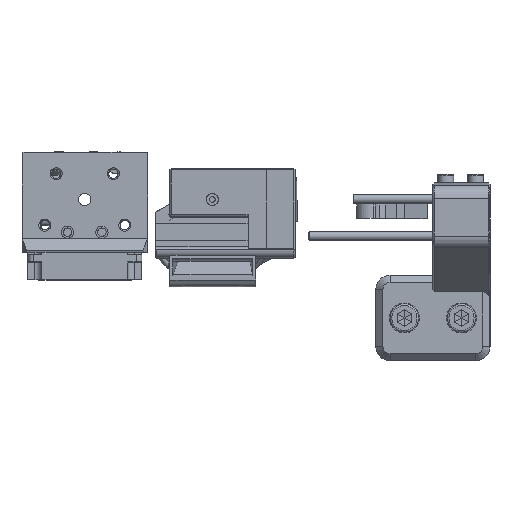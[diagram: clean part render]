
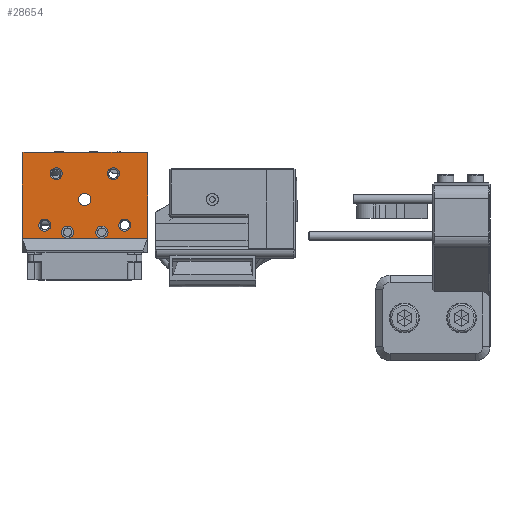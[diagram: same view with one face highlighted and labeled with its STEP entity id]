
A CAD part, top view. The second image highlights one B-rep face of the part: STEP entity #28654.
In plain terms, the highlighted planar face has unit normal (0, 0, 1).
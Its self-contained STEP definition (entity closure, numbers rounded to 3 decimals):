
#982=FACE_BOUND('',#4112,.T.);
#983=FACE_BOUND('',#4113,.T.);
#984=FACE_BOUND('',#4114,.T.);
#985=FACE_BOUND('',#4115,.T.);
#986=FACE_BOUND('',#4116,.T.);
#987=FACE_BOUND('',#4117,.T.);
#988=FACE_BOUND('',#4118,.T.);
#1406=PLANE('',#30700);
#2365=FACE_OUTER_BOUND('',#4111,.T.);
#4111=EDGE_LOOP('',(#20757,#20758,#20759,#20760,#20761,#20762,#20763,#20764,
#20765,#20766,#20767,#20768,#20769,#20770,#20771,#20772));
#4112=EDGE_LOOP('',(#20773));
#4113=EDGE_LOOP('',(#20774));
#4114=EDGE_LOOP('',(#20775));
#4115=EDGE_LOOP('',(#20776));
#4116=EDGE_LOOP('',(#20777));
#4117=EDGE_LOOP('',(#20778));
#4118=EDGE_LOOP('',(#20779));
#6256=LINE('',#43468,#9119);
#6260=LINE('',#43476,#9123);
#6264=LINE('',#43484,#9127);
#6294=LINE('',#43569,#9157);
#6298=LINE('',#43577,#9161);
#6319=LINE('',#43656,#9182);
#6320=LINE('',#43658,#9183);
#6321=LINE('',#43660,#9184);
#6324=LINE('',#43665,#9187);
#6326=LINE('',#43670,#9189);
#6331=LINE('',#43692,#9194);
#6332=LINE('',#43694,#9195);
#6333=LINE('',#43696,#9196);
#6334=LINE('',#43698,#9197);
#6335=LINE('',#43700,#9198);
#6336=LINE('',#43701,#9199);
#9119=VECTOR('',#34392,10.);
#9123=VECTOR('',#34396,10.);
#9127=VECTOR('',#34400,10.);
#9157=VECTOR('',#34486,10.);
#9161=VECTOR('',#34490,10.);
#9182=VECTOR('',#34559,10.);
#9183=VECTOR('',#34562,10.);
#9184=VECTOR('',#34565,10.);
#9187=VECTOR('',#34572,10.);
#9189=VECTOR('',#34576,10.);
#9194=VECTOR('',#34587,10.);
#9195=VECTOR('',#34588,10.);
#9196=VECTOR('',#34589,10.);
#9197=VECTOR('',#34590,10.);
#9198=VECTOR('',#34591,10.);
#9199=VECTOR('',#34592,10.);
#11470=CIRCLE('',#30681,2.15);
#11471=CIRCLE('',#30683,2.15);
#11476=CIRCLE('',#30701,2.125);
#11477=CIRCLE('',#30702,2.125);
#11478=CIRCLE('',#30703,2.175);
#11479=CIRCLE('',#30704,2.125);
#11480=CIRCLE('',#30705,2.125);
#12988=VERTEX_POINT('',#43465);
#12989=VERTEX_POINT('',#43467);
#12992=VERTEX_POINT('',#43473);
#12993=VERTEX_POINT('',#43475);
#12996=VERTEX_POINT('',#43481);
#12997=VERTEX_POINT('',#43483);
#13023=VERTEX_POINT('',#43566);
#13024=VERTEX_POINT('',#43568);
#13027=VERTEX_POINT('',#43574);
#13028=VERTEX_POINT('',#43576);
#13046=VERTEX_POINT('',#43630);
#13047=VERTEX_POINT('',#43634);
#13055=VERTEX_POINT('',#43669);
#13057=VERTEX_POINT('',#43691);
#13058=VERTEX_POINT('',#43693);
#13059=VERTEX_POINT('',#43695);
#13060=VERTEX_POINT('',#43697);
#13061=VERTEX_POINT('',#43699);
#13062=VERTEX_POINT('',#43702);
#13063=VERTEX_POINT('',#43704);
#13064=VERTEX_POINT('',#43706);
#13065=VERTEX_POINT('',#43708);
#13066=VERTEX_POINT('',#43710);
#15823=EDGE_CURVE('',#12988,#12989,#6256,.T.);
#15827=EDGE_CURVE('',#12992,#12993,#6260,.T.);
#15831=EDGE_CURVE('',#12996,#12997,#6264,.T.);
#15878=EDGE_CURVE('',#13023,#13024,#6294,.T.);
#15882=EDGE_CURVE('',#13027,#13028,#6298,.T.);
#15906=EDGE_CURVE('',#13046,#13046,#11470,.T.);
#15908=EDGE_CURVE('',#13047,#13047,#11471,.T.);
#15917=EDGE_CURVE('',#12989,#12992,#6319,.T.);
#15918=EDGE_CURVE('',#13028,#12988,#6320,.T.);
#15919=EDGE_CURVE('',#13024,#13027,#6321,.T.);
#15922=EDGE_CURVE('',#12993,#12996,#6324,.T.);
#15924=EDGE_CURVE('',#12997,#13055,#6326,.T.);
#15931=EDGE_CURVE('',#13055,#13057,#6331,.T.);
#15932=EDGE_CURVE('',#13023,#13058,#6332,.T.);
#15933=EDGE_CURVE('',#13058,#13059,#6333,.F.);
#15934=EDGE_CURVE('',#13059,#13060,#6334,.T.);
#15935=EDGE_CURVE('',#13060,#13061,#6335,.T.);
#15936=EDGE_CURVE('',#13057,#13061,#6336,.T.);
#15937=EDGE_CURVE('',#13062,#13062,#11476,.T.);
#15938=EDGE_CURVE('',#13063,#13063,#11477,.T.);
#15939=EDGE_CURVE('',#13064,#13064,#11478,.T.);
#15940=EDGE_CURVE('',#13065,#13065,#11479,.T.);
#15941=EDGE_CURVE('',#13066,#13066,#11480,.T.);
#20757=ORIENTED_EDGE('',*,*,#15931,.F.);
#20758=ORIENTED_EDGE('',*,*,#15924,.F.);
#20759=ORIENTED_EDGE('',*,*,#15831,.F.);
#20760=ORIENTED_EDGE('',*,*,#15922,.F.);
#20761=ORIENTED_EDGE('',*,*,#15827,.F.);
#20762=ORIENTED_EDGE('',*,*,#15917,.F.);
#20763=ORIENTED_EDGE('',*,*,#15823,.F.);
#20764=ORIENTED_EDGE('',*,*,#15918,.F.);
#20765=ORIENTED_EDGE('',*,*,#15882,.F.);
#20766=ORIENTED_EDGE('',*,*,#15919,.F.);
#20767=ORIENTED_EDGE('',*,*,#15878,.F.);
#20768=ORIENTED_EDGE('',*,*,#15932,.T.);
#20769=ORIENTED_EDGE('',*,*,#15933,.T.);
#20770=ORIENTED_EDGE('',*,*,#15934,.T.);
#20771=ORIENTED_EDGE('',*,*,#15935,.T.);
#20772=ORIENTED_EDGE('',*,*,#15936,.F.);
#20773=ORIENTED_EDGE('',*,*,#15906,.T.);
#20774=ORIENTED_EDGE('',*,*,#15908,.T.);
#20775=ORIENTED_EDGE('',*,*,#15937,.T.);
#20776=ORIENTED_EDGE('',*,*,#15938,.T.);
#20777=ORIENTED_EDGE('',*,*,#15939,.T.);
#20778=ORIENTED_EDGE('',*,*,#15940,.T.);
#20779=ORIENTED_EDGE('',*,*,#15941,.T.);
#28654=ADVANCED_FACE('',(#2365,#982,#983,#984,#985,#986,#987,#988),#1406,
 .T.);
#30681=AXIS2_PLACEMENT_3D('',#43632,#34530,#34531);
#30683=AXIS2_PLACEMENT_3D('',#43636,#34535,#34536);
#30700=AXIS2_PLACEMENT_3D('',#43690,#34585,#34586);
#30701=AXIS2_PLACEMENT_3D('',#43703,#34593,#34594);
#30702=AXIS2_PLACEMENT_3D('',#43705,#34595,#34596);
#30703=AXIS2_PLACEMENT_3D('',#43707,#34597,#34598);
#30704=AXIS2_PLACEMENT_3D('',#43709,#34599,#34600);
#30705=AXIS2_PLACEMENT_3D('',#43711,#34601,#34602);
#34392=DIRECTION('',(1.,0.,0.));
#34396=DIRECTION('',(1.,0.,0.));
#34400=DIRECTION('',(1.,0.,0.));
#34486=DIRECTION('',(0.,1.,0.));
#34490=DIRECTION('',(0.,1.,0.));
#34530=DIRECTION('center_axis',(0.,0.,-1.));
#34531=DIRECTION('ref_axis',(-1.,0.,0.));
#34535=DIRECTION('center_axis',(0.,0.,-1.));
#34536=DIRECTION('ref_axis',(-1.,0.,0.));
#34559=DIRECTION('',(1.,0.,0.));
#34562=DIRECTION('',(0.,1.,0.));
#34565=DIRECTION('',(0.,1.,0.));
#34572=DIRECTION('',(1.,0.,0.));
#34576=DIRECTION('',(0.,-1.,0.));
#34585=DIRECTION('center_axis',(0.,0.,1.));
#34586=DIRECTION('ref_axis',(1.,0.,0.));
#34587=DIRECTION('',(0.,-1.,0.));
#34588=DIRECTION('',(1.,0.,0.));
#34589=DIRECTION('',(0.,-1.,0.));
#34590=DIRECTION('',(1.,0.,0.));
#34591=DIRECTION('',(0.,-1.,0.));
#34592=DIRECTION('',(-1.,0.,0.));
#34593=DIRECTION('center_axis',(0.,0.,-1.));
#34594=DIRECTION('ref_axis',(-1.,0.,0.));
#34595=DIRECTION('center_axis',(0.,0.,-1.));
#34596=DIRECTION('ref_axis',(-1.,0.,0.));
#34597=DIRECTION('center_axis',(0.,0.,-1.));
#34598=DIRECTION('ref_axis',(-1.,0.,0.));
#34599=DIRECTION('center_axis',(0.,0.,-1.));
#34600=DIRECTION('ref_axis',(-1.,0.,0.));
#34601=DIRECTION('center_axis',(0.,0.,-1.));
#34602=DIRECTION('ref_axis',(-1.,0.,0.));
#43465=CARTESIAN_POINT('',(-22.,-13.65,33.));
#43467=CARTESIAN_POINT('',(-21.8,-13.65,33.));
#43468=CARTESIAN_POINT('',(-10.9,-13.65,33.));
#43473=CARTESIAN_POINT('',(-21.2,-13.65,33.));
#43475=CARTESIAN_POINT('',(21.2,-13.65,33.));
#43476=CARTESIAN_POINT('',(10.6,-13.65,33.));
#43481=CARTESIAN_POINT('',(21.8,-13.65,33.));
#43483=CARTESIAN_POINT('',(22.,-13.65,33.));
#43484=CARTESIAN_POINT('',(11.,-13.65,33.));
#43566=CARTESIAN_POINT('',(-22.,-48.65,33.));
#43568=CARTESIAN_POINT('',(-22.,-43.65,33.));
#43569=CARTESIAN_POINT('',(-22.,-48.65,33.));
#43574=CARTESIAN_POINT('',(-22.,-41.65,33.));
#43576=CARTESIAN_POINT('',(-22.,-13.85,33.));
#43577=CARTESIAN_POINT('',(-22.,-22.5,33.));
#43630=CARTESIAN_POINT('',(8.15,-41.65,33.));
#43632=CARTESIAN_POINT('Origin',(6.,-41.65,33.));
#43634=CARTESIAN_POINT('',(-3.85,-41.65,33.));
#43636=CARTESIAN_POINT('Origin',(-6.,-41.65,33.));
#43656=CARTESIAN_POINT('',(-10.6,-13.65,33.));
#43658=CARTESIAN_POINT('',(-22.,-22.4,33.));
#43660=CARTESIAN_POINT('',(-22.,-36.4,33.));
#43665=CARTESIAN_POINT('',(10.9,-13.65,33.));
#43669=CARTESIAN_POINT('',(22.,-13.85,33.));
#43670=CARTESIAN_POINT('',(22.,-22.5,33.));
#43690=CARTESIAN_POINT('Origin',(-0.04,-30.564,
33.));
#43691=CARTESIAN_POINT('',(22.,-48.65,33.));
#43692=CARTESIAN_POINT('',(22.,-37.4,33.));
#43693=CARTESIAN_POINT('',(-22.,-48.65,33.));
#43694=CARTESIAN_POINT('',(-0.037,-48.65,33.));
#43695=CARTESIAN_POINT('',(-22.,-43.85,33.));
#43696=CARTESIAN_POINT('',(-22.,-38.918,33.));
#43697=CARTESIAN_POINT('',(22.,-43.85,33.));
#43698=CARTESIAN_POINT('',(-0.522,-43.85,33.));
#43699=CARTESIAN_POINT('',(22.,-48.65,33.));
#43700=CARTESIAN_POINT('',(22.,-38.918,33.));
#43701=CARTESIAN_POINT('',(22.,-48.65,33.));
#43702=CARTESIAN_POINT('',(16.125,-39.15,33.));
#43703=CARTESIAN_POINT('Origin',(14.,-39.15,33.));
#43704=CARTESIAN_POINT('',(12.125,-21.15,33.));
#43705=CARTESIAN_POINT('Origin',(10.,-21.15,33.));
#43706=CARTESIAN_POINT('',(2.175,-30.15,33.));
#43707=CARTESIAN_POINT('Origin',(0.,-30.15,
33.));
#43708=CARTESIAN_POINT('',(-7.875,-21.15,33.));
#43709=CARTESIAN_POINT('Origin',(-10.,-21.15,33.));
#43710=CARTESIAN_POINT('',(-11.875,-39.15,33.));
#43711=CARTESIAN_POINT('Origin',(-14.,-39.15,33.));
